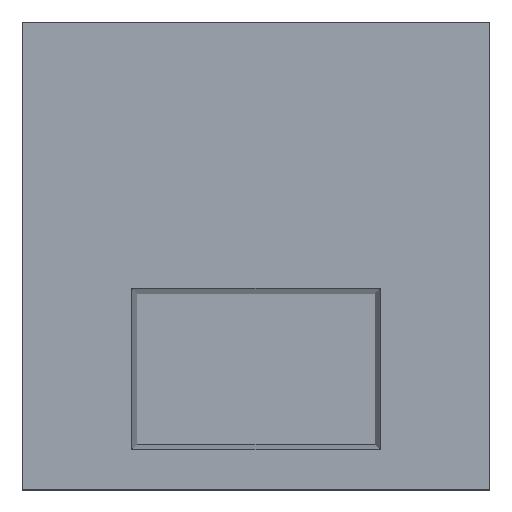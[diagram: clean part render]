
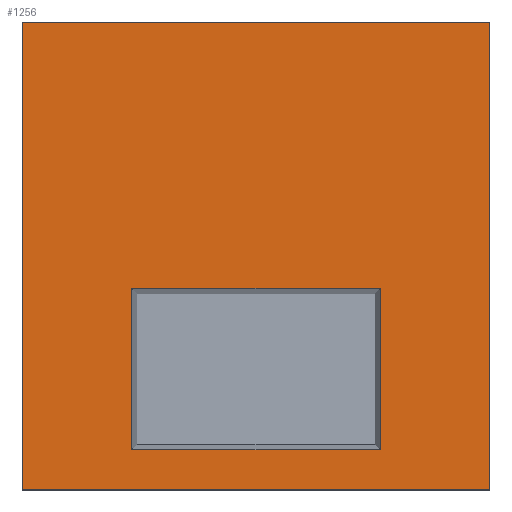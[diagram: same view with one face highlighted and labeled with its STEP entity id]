
A CAD part, top view. The second image highlights one B-rep face of the part: STEP entity #1256.
In plain terms, the highlighted planar face has unit normal (0, 0, 1).
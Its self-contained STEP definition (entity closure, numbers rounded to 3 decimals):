
#32 = VERTEX_POINT('',#33);
#33 = CARTESIAN_POINT('',(0.825,-0.215,1.21));
#39 = EDGE_CURVE('',#40,#32,#42,.T.);
#40 = VERTEX_POINT('',#41);
#41 = CARTESIAN_POINT('',(-0.825,-0.215,1.21));
#42 = LINE('',#43,#44);
#43 = CARTESIAN_POINT('',(0.413,-0.215,1.21));
#44 = VECTOR('',#45,1.);
#45 = DIRECTION('',(1.,0.,0.));
#70 = EDGE_CURVE('',#71,#40,#73,.T.);
#71 = VERTEX_POINT('',#72);
#72 = CARTESIAN_POINT('',(-0.825,-1.285,1.21));
#73 = LINE('',#74,#75);
#74 = CARTESIAN_POINT('',(-0.825,-0.108,1.21));
#75 = VECTOR('',#76,1.);
#76 = DIRECTION('',(0.,1.,0.));
#101 = EDGE_CURVE('',#102,#71,#104,.T.);
#102 = VERTEX_POINT('',#103);
#103 = CARTESIAN_POINT('',(0.825,-1.285,1.21));
#104 = LINE('',#105,#106);
#105 = CARTESIAN_POINT('',(-0.413,-1.285,1.21));
#106 = VECTOR('',#107,1.);
#107 = DIRECTION('',(-1.,0.,0.));
#130 = EDGE_CURVE('',#32,#102,#131,.T.);
#131 = LINE('',#132,#133);
#132 = CARTESIAN_POINT('',(0.825,-0.643,1.21));
#133 = VECTOR('',#134,1.);
#134 = DIRECTION('',(0.,-1.,0.));
#520 = VERTEX_POINT('',#521);
#521 = CARTESIAN_POINT('',(1.55,1.55,1.21));
#527 = EDGE_CURVE('',#528,#520,#530,.T.);
#528 = VERTEX_POINT('',#529);
#529 = CARTESIAN_POINT('',(1.55,-1.55,1.21));
#530 = LINE('',#531,#532);
#531 = CARTESIAN_POINT('',(1.55,-1.55,1.21));
#532 = VECTOR('',#533,1.);
#533 = DIRECTION('',(0.,1.,0.));
#1090 = VERTEX_POINT('',#1091);
#1091 = CARTESIAN_POINT('',(-1.55,-1.55,1.21));
#1097 = EDGE_CURVE('',#1098,#1090,#1100,.T.);
#1098 = VERTEX_POINT('',#1099);
#1099 = CARTESIAN_POINT('',(-1.55,1.55,1.21));
#1100 = LINE('',#1101,#1102);
#1101 = CARTESIAN_POINT('',(-1.55,1.55,1.21));
#1102 = VECTOR('',#1103,1.);
#1103 = DIRECTION('',(0.,-1.,0.));
#1228 = EDGE_CURVE('',#1090,#528,#1229,.T.);
#1229 = LINE('',#1230,#1231);
#1230 = CARTESIAN_POINT('',(-1.55,-1.55,1.21));
#1231 = VECTOR('',#1232,1.);
#1232 = DIRECTION('',(1.,0.,0.));
#1245 = EDGE_CURVE('',#520,#1098,#1246,.T.);
#1246 = LINE('',#1247,#1248);
#1247 = CARTESIAN_POINT('',(1.55,1.55,1.21));
#1248 = VECTOR('',#1249,1.);
#1249 = DIRECTION('',(-1.,0.,0.));
#1256 = ADVANCED_FACE('',(#1257,#1263),#1269,.T.);
#1257 = FACE_BOUND('',#1258,.T.);
#1258 = EDGE_LOOP('',(#1259,#1260,#1261,#1262));
#1259 = ORIENTED_EDGE('',*,*,#527,.T.);
#1260 = ORIENTED_EDGE('',*,*,#1245,.T.);
#1261 = ORIENTED_EDGE('',*,*,#1097,.T.);
#1262 = ORIENTED_EDGE('',*,*,#1228,.T.);
#1263 = FACE_BOUND('',#1264,.T.);
#1264 = EDGE_LOOP('',(#1265,#1266,#1267,#1268));
#1265 = ORIENTED_EDGE('',*,*,#39,.T.);
#1266 = ORIENTED_EDGE('',*,*,#130,.T.);
#1267 = ORIENTED_EDGE('',*,*,#101,.T.);
#1268 = ORIENTED_EDGE('',*,*,#70,.T.);
#1269 = PLANE('',#1270);
#1270 = AXIS2_PLACEMENT_3D('',#1271,#1272,#1273);
#1271 = CARTESIAN_POINT('',(0.,0.,1.21));
#1272 = DIRECTION('',(0.,0.,1.));
#1273 = DIRECTION('',(1.,0.,0.));
